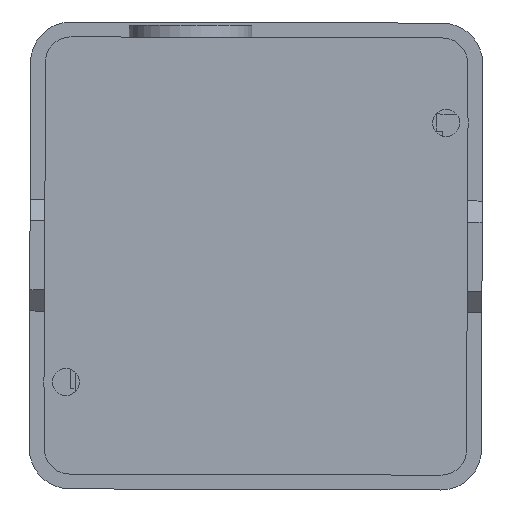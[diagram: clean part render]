
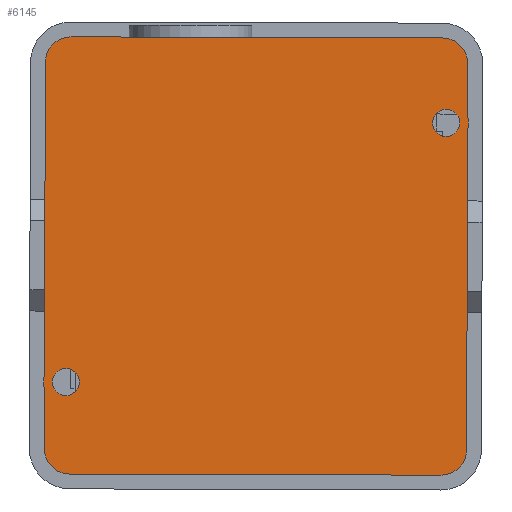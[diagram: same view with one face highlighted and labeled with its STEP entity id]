
A CAD part, front view. The second image highlights one B-rep face of the part: STEP entity #6145.
In plain terms, the highlighted planar face has unit normal (0, -1, 0).
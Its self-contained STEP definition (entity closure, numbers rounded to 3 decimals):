
#324=FACE_BOUND('',#1318,.T.);
#325=FACE_BOUND('',#1319,.T.);
#506=CIRCLE('',#6631,4.5);
#508=CIRCLE('',#6634,4.5);
#510=CIRCLE('',#6642,5.179);
#511=CIRCLE('',#6643,5.179);
#512=CIRCLE('',#6644,5.179);
#513=CIRCLE('',#6645,5.179);
#514=CIRCLE('',#6646,2.75);
#515=CIRCLE('',#6647,2.75);
#919=FACE_OUTER_BOUND('',#1317,.T.);
#1317=EDGE_LOOP('',(#4892,#4893,#4894,#4895,#4896,#4897,#4898,#4899,#4900,
#4901,#4902,#4903));
#1318=EDGE_LOOP('',(#4904));
#1319=EDGE_LOOP('',(#4905));
#1844=LINE('',#10149,#2328);
#1851=LINE('',#10160,#2335);
#1852=LINE('',#10163,#2336);
#1859=LINE('',#10174,#2343);
#1861=LINE('',#10181,#2345);
#1862=LINE('',#10186,#2346);
#2328=VECTOR('',#7895,64.761);
#2335=VECTOR('',#7904,10.754);
#2336=VECTOR('',#7907,63.348);
#2343=VECTOR('',#7916,12.167);
#2345=VECTOR('',#7924,75.);
#2346=VECTOR('',#7929,75.);
#2824=VERTEX_POINT('',#10130);
#2826=VERTEX_POINT('',#10133);
#2828=VERTEX_POINT('',#10139);
#2830=VERTEX_POINT('',#10142);
#2832=VERTEX_POINT('',#10148);
#2835=VERTEX_POINT('',#10158);
#2836=VERTEX_POINT('',#10162);
#2839=VERTEX_POINT('',#10172);
#2840=VERTEX_POINT('',#10178);
#2841=VERTEX_POINT('',#10180);
#2842=VERTEX_POINT('',#10183);
#2843=VERTEX_POINT('',#10185);
#2844=VERTEX_POINT('',#10188);
#2845=VERTEX_POINT('',#10190);
#3569=EDGE_CURVE('',#2826,#2824,#506,.T.);
#3573=EDGE_CURVE('',#2830,#2828,#508,.T.);
#3576=EDGE_CURVE('',#2832,#2826,#1844,.T.);
#3583=EDGE_CURVE('',#2824,#2835,#1851,.T.);
#3584=EDGE_CURVE('',#2836,#2830,#1852,.T.);
#3591=EDGE_CURVE('',#2828,#2839,#1859,.T.);
#3593=EDGE_CURVE('',#2835,#2840,#510,.T.);
#3594=EDGE_CURVE('',#2840,#2841,#1861,.T.);
#3595=EDGE_CURVE('',#2841,#2836,#511,.T.);
#3596=EDGE_CURVE('',#2839,#2842,#512,.T.);
#3597=EDGE_CURVE('',#2842,#2843,#1862,.T.);
#3598=EDGE_CURVE('',#2843,#2832,#513,.T.);
#3599=EDGE_CURVE('',#2844,#2844,#514,.T.);
#3600=EDGE_CURVE('',#2845,#2845,#515,.T.);
#4892=ORIENTED_EDGE('',*,*,#3583,.T.);
#4893=ORIENTED_EDGE('',*,*,#3593,.T.);
#4894=ORIENTED_EDGE('',*,*,#3594,.T.);
#4895=ORIENTED_EDGE('',*,*,#3595,.T.);
#4896=ORIENTED_EDGE('',*,*,#3584,.T.);
#4897=ORIENTED_EDGE('',*,*,#3573,.T.);
#4898=ORIENTED_EDGE('',*,*,#3591,.T.);
#4899=ORIENTED_EDGE('',*,*,#3596,.T.);
#4900=ORIENTED_EDGE('',*,*,#3597,.T.);
#4901=ORIENTED_EDGE('',*,*,#3598,.T.);
#4902=ORIENTED_EDGE('',*,*,#3576,.T.);
#4903=ORIENTED_EDGE('',*,*,#3569,.T.);
#4904=ORIENTED_EDGE('',*,*,#3599,.T.);
#4905=ORIENTED_EDGE('',*,*,#3600,.T.);
#5875=PLANE('',#6641);
#6145=ADVANCED_FACE('',(#919,#324,#325),#5875,.F.);
#6631=AXIS2_PLACEMENT_3D('',#10134,#7880,#7881);
#6634=AXIS2_PLACEMENT_3D('',#10143,#7888,#7889);
#6641=AXIS2_PLACEMENT_3D('',#10177,#7920,#7921);
#6642=AXIS2_PLACEMENT_3D('',#10179,#7922,#7923);
#6643=AXIS2_PLACEMENT_3D('',#10182,#7925,#7926);
#6644=AXIS2_PLACEMENT_3D('',#10184,#7927,#7928);
#6645=AXIS2_PLACEMENT_3D('',#10187,#7930,#7931);
#6646=AXIS2_PLACEMENT_3D('',#10189,#7932,#7933);
#6647=AXIS2_PLACEMENT_3D('',#10191,#7934,#7935);
#7880=DIRECTION('center_axis',(0.,-1.,0.));
#7881=DIRECTION('ref_axis',(-1.,0.,0.));
#7888=DIRECTION('center_axis',(0.,-1.,0.));
#7889=DIRECTION('ref_axis',(-1.,0.,0.));
#7895=DIRECTION('',(0.,0.,1.));
#7904=DIRECTION('',(0.,0.,1.));
#7907=DIRECTION('',(0.,0.,-1.));
#7916=DIRECTION('',(0.,0.,-1.));
#7920=DIRECTION('center_axis',(0.,1.,0.));
#7921=DIRECTION('ref_axis',(0.,0.,1.));
#7922=DIRECTION('center_axis',(0.,-1.,0.));
#7923=DIRECTION('ref_axis',(-1.,0.,0.));
#7924=DIRECTION('',(-1.,0.,0.));
#7925=DIRECTION('center_axis',(0.,-1.,0.));
#7926=DIRECTION('ref_axis',(0.,0.,-1.));
#7927=DIRECTION('center_axis',(0.,-1.,0.));
#7928=DIRECTION('ref_axis',(1.,0.,0.));
#7929=DIRECTION('',(1.,0.,0.));
#7930=DIRECTION('center_axis',(0.,-1.,0.));
#7931=DIRECTION('ref_axis',(0.,0.,1.));
#7932=DIRECTION('center_axis',(0.,1.,0.));
#7933=DIRECTION('ref_axis',(-1.,0.,0.));
#7934=DIRECTION('center_axis',(0.,1.,0.));
#7935=DIRECTION('ref_axis',(-1.,0.,0.));
#10130=CARTESIAN_POINT('',(42.778,-46.,27.526));
#10133=CARTESIAN_POINT('',(42.778,-46.,25.068));
#10134=CARTESIAN_POINT('Origin',(38.449,-46.,26.297));
#10139=CARTESIAN_POINT('',(-42.581,-46.,-27.526));
#10142=CARTESIAN_POINT('',(-42.581,-46.,-25.068));
#10143=CARTESIAN_POINT('Origin',(-38.252,-46.,-26.297));
#10148=CARTESIAN_POINT('',(42.778,-46.,-39.694));
#10149=CARTESIAN_POINT('',(42.778,-46.,4.918));
#10158=CARTESIAN_POINT('',(42.778,-46.,38.28));
#10160=CARTESIAN_POINT('',(42.778,-46.,4.918));
#10162=CARTESIAN_POINT('',(-42.581,-46.,38.28));
#10163=CARTESIAN_POINT('',(-42.581,-46.,-6.332));
#10172=CARTESIAN_POINT('',(-42.581,-46.,-39.694));
#10174=CARTESIAN_POINT('',(-42.581,-46.,-6.332));
#10177=CARTESIAN_POINT('Origin',(0.098,-46.,-0.707));
#10178=CARTESIAN_POINT('',(37.598,-46.,43.459));
#10179=CARTESIAN_POINT('Origin',(37.598,-46.,38.28));
#10180=CARTESIAN_POINT('',(-37.402,-46.,43.459));
#10181=CARTESIAN_POINT('',(18.848,-46.,43.459));
#10182=CARTESIAN_POINT('Origin',(-37.402,-46.,38.28));
#10183=CARTESIAN_POINT('',(-37.402,-46.,-44.873));
#10184=CARTESIAN_POINT('Origin',(-37.402,-46.,-39.694));
#10185=CARTESIAN_POINT('',(37.598,-46.,-44.873));
#10186=CARTESIAN_POINT('',(-18.652,-46.,-44.873));
#10187=CARTESIAN_POINT('Origin',(37.598,-46.,-39.694));
#10188=CARTESIAN_POINT('',(41.199,-46.,26.297));
#10189=CARTESIAN_POINT('Origin',(38.449,-46.,26.297));
#10190=CARTESIAN_POINT('',(-35.502,-46.,-26.297));
#10191=CARTESIAN_POINT('Origin',(-38.252,-46.,-26.297));
